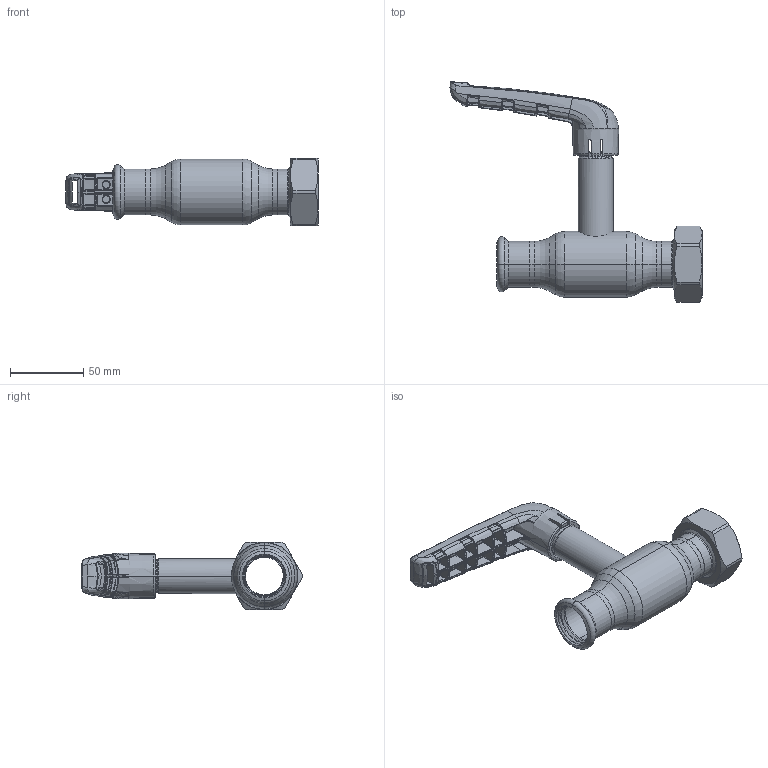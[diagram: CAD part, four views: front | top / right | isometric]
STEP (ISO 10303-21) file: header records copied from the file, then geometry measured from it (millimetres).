
FILE_DESCRIPTION (( 'STEP AP214' ), '1' );
FILE_NAME ('1025001401-xxxx.step', '2019-05-09T09:37:45', ( '' ), ( '' ), 'SwSTEP 2.0', 'SolidWorks 2017', '' );
FILE_SCHEMA (( 'AUTOMOTIVE_DESIGN' ));
Length unit declared in the file: millimetre
Products named in the file (1): 1025001401-xxxx
Bounding box: 172.27 x 150.81 x 46 mm (x, y, z)
Surface area: 49446.4 mm2 (no closed solid volume)
Topology: 0 solids, 13 shells, 776 faces, 2543 edges, 1669 vertices
Faces by surface type: bspline 595, plane 55, cylinder 50, cone 37, torus 29, sphere 10
Entity records: 60846 total; most frequent: CARTESIAN_POINT 35970, ORIENTED_EDGE 4152, EDGE_CURVE 2529, B_SPLINE_CURVE_WITH_KNOTS 1752, DIRECTION 1746, VERTEX_POINT 1663, EDGE_LOOP 799, AXIS2_PLACEMENT_3D 789
